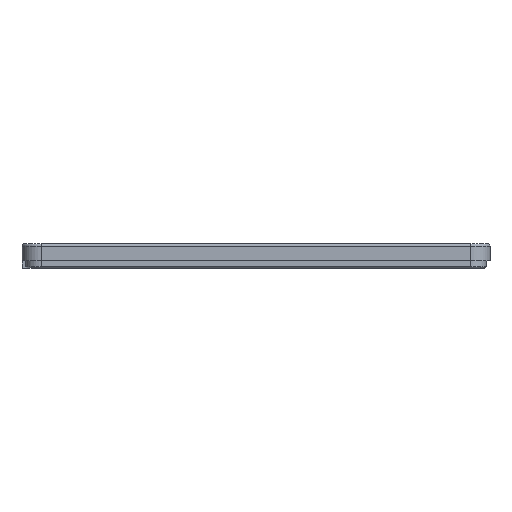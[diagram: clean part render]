
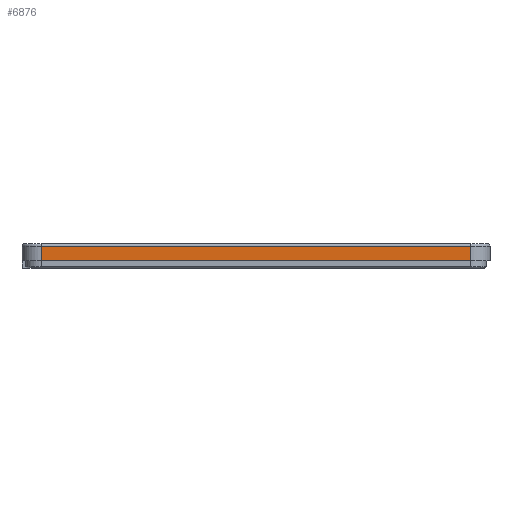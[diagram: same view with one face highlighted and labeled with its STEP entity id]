
A CAD part, front view. The second image highlights one B-rep face of the part: STEP entity #6876.
In plain terms, the highlighted planar face has unit normal (0, -1, 0).
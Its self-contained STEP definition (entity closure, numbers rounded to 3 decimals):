
#2677 = PLANE('',#2678);
#2678 = AXIS2_PLACEMENT_3D('',#2679,#2680,#2681);
#2679 = CARTESIAN_POINT('',(0.,0.,8.5));
#2680 = DIRECTION('',(0.,0.,-1.));
#2681 = DIRECTION('',(1.,0.,0.));
#2719 = VERTEX_POINT('',#2720);
#2720 = CARTESIAN_POINT('',(5.,1.,8.5));
#2737 = CYLINDRICAL_SURFACE('',#2738,4.);
#2738 = AXIS2_PLACEMENT_3D('',#2739,#2740,#2741);
#2739 = CARTESIAN_POINT('',(5.,5.,9.5));
#2740 = DIRECTION('',(0.,0.,1.));
#2741 = DIRECTION('',(-1.,0.,0.));
#2965 = VERTEX_POINT('',#2966);
#2966 = CARTESIAN_POINT('',(93.1,1.,8.5));
#2981 = CYLINDRICAL_SURFACE('',#2982,4.);
#2982 = AXIS2_PLACEMENT_3D('',#2983,#2984,#2985);
#2983 = CARTESIAN_POINT('',(93.1,5.,9.5));
#2984 = DIRECTION('',(0.,0.,1.));
#2985 = DIRECTION('',(0.,-1.,0.));
#2993 = EDGE_CURVE('',#2719,#2965,#2994,.T.);
#2994 = SURFACE_CURVE('',#2995,(#2999,#3006),.PCURVE_S1.);
#2995 = LINE('',#2996,#2997);
#2996 = CARTESIAN_POINT('',(49.05,1.,8.5));
#2997 = VECTOR('',#2998,1.);
#2998 = DIRECTION('',(1.,0.,0.));
#2999 = PCURVE('',#2677,#3000);
#3000 = DEFINITIONAL_REPRESENTATION('',(#3001),#3005);
#3001 = LINE('',#3002,#3003);
#3002 = CARTESIAN_POINT('',(49.05,-1.));
#3003 = VECTOR('',#3004,1.);
#3004 = DIRECTION('',(1.,0.));
#3005 = ( GEOMETRIC_REPRESENTATION_CONTEXT(2) 
PARAMETRIC_REPRESENTATION_CONTEXT() REPRESENTATION_CONTEXT('2D SPACE',''
  ) );
#3006 = PCURVE('',#3007,#3012);
#3007 = PLANE('',#3008);
#3008 = AXIS2_PLACEMENT_3D('',#3009,#3010,#3011);
#3009 = CARTESIAN_POINT('',(5.,1.,-8.));
#3010 = DIRECTION('',(0.,-1.,0.));
#3011 = DIRECTION('',(1.,0.,0.));
#3012 = DEFINITIONAL_REPRESENTATION('',(#3013),#3017);
#3013 = LINE('',#3014,#3015);
#3014 = CARTESIAN_POINT('',(44.05,16.5));
#3015 = VECTOR('',#3016,1.);
#3016 = DIRECTION('',(1.,0.));
#3017 = ( GEOMETRIC_REPRESENTATION_CONTEXT(2) 
PARAMETRIC_REPRESENTATION_CONTEXT() REPRESENTATION_CONTEXT('2D SPACE',''
  ) );
#6608 = EDGE_CURVE('',#2719,#6609,#6611,.T.);
#6609 = VERTEX_POINT('',#6610);
#6610 = CARTESIAN_POINT('',(5.,1.,11.5));
#6611 = SURFACE_CURVE('',#6612,(#6616,#6623),.PCURVE_S1.);
#6612 = LINE('',#6613,#6614);
#6613 = CARTESIAN_POINT('',(5.,1.,9.5));
#6614 = VECTOR('',#6615,1.);
#6615 = DIRECTION('',(0.,0.,1.));
#6616 = PCURVE('',#2737,#6617);
#6617 = DEFINITIONAL_REPRESENTATION('',(#6618),#6622);
#6618 = LINE('',#6619,#6620);
#6619 = CARTESIAN_POINT('',(1.571,0.));
#6620 = VECTOR('',#6621,1.);
#6621 = DIRECTION('',(0.,1.));
#6622 = ( GEOMETRIC_REPRESENTATION_CONTEXT(2) 
PARAMETRIC_REPRESENTATION_CONTEXT() REPRESENTATION_CONTEXT('2D SPACE',''
  ) );
#6623 = PCURVE('',#3007,#6624);
#6624 = DEFINITIONAL_REPRESENTATION('',(#6625),#6629);
#6625 = LINE('',#6626,#6627);
#6626 = CARTESIAN_POINT('',(0.,17.5));
#6627 = VECTOR('',#6628,1.);
#6628 = DIRECTION('',(0.,1.));
#6629 = ( GEOMETRIC_REPRESENTATION_CONTEXT(2) 
PARAMETRIC_REPRESENTATION_CONTEXT() REPRESENTATION_CONTEXT('2D SPACE',''
  ) );
#6825 = EDGE_CURVE('',#2965,#6826,#6828,.T.);
#6826 = VERTEX_POINT('',#6827);
#6827 = CARTESIAN_POINT('',(93.1,1.,11.5));
#6828 = SURFACE_CURVE('',#6829,(#6833,#6840),.PCURVE_S1.);
#6829 = LINE('',#6830,#6831);
#6830 = CARTESIAN_POINT('',(93.1,1.,9.5));
#6831 = VECTOR('',#6832,1.);
#6832 = DIRECTION('',(0.,0.,1.));
#6833 = PCURVE('',#2981,#6834);
#6834 = DEFINITIONAL_REPRESENTATION('',(#6835),#6839);
#6835 = LINE('',#6836,#6837);
#6836 = CARTESIAN_POINT('',(0.,0.));
#6837 = VECTOR('',#6838,1.);
#6838 = DIRECTION('',(0.,1.));
#6839 = ( GEOMETRIC_REPRESENTATION_CONTEXT(2) 
PARAMETRIC_REPRESENTATION_CONTEXT() REPRESENTATION_CONTEXT('2D SPACE',''
  ) );
#6840 = PCURVE('',#3007,#6841);
#6841 = DEFINITIONAL_REPRESENTATION('',(#6842),#6846);
#6842 = LINE('',#6843,#6844);
#6843 = CARTESIAN_POINT('',(88.1,17.5));
#6844 = VECTOR('',#6845,1.);
#6845 = DIRECTION('',(0.,1.));
#6846 = ( GEOMETRIC_REPRESENTATION_CONTEXT(2) 
PARAMETRIC_REPRESENTATION_CONTEXT() REPRESENTATION_CONTEXT('2D SPACE',''
  ) );
#6876 = ADVANCED_FACE('',(#6877),#3007,.T.);
#6877 = FACE_BOUND('',#6878,.T.);
#6878 = EDGE_LOOP('',(#6879,#6880,#6881,#6882));
#6879 = ORIENTED_EDGE('',*,*,#6608,.F.);
#6880 = ORIENTED_EDGE('',*,*,#2993,.T.);
#6881 = ORIENTED_EDGE('',*,*,#6825,.T.);
#6882 = ORIENTED_EDGE('',*,*,#6883,.F.);
#6883 = EDGE_CURVE('',#6609,#6826,#6884,.T.);
#6884 = SURFACE_CURVE('',#6885,(#6889,#6896),.PCURVE_S1.);
#6885 = LINE('',#6886,#6887);
#6886 = CARTESIAN_POINT('',(49.05,1.,11.5));
#6887 = VECTOR('',#6888,1.);
#6888 = DIRECTION('',(1.,0.,0.));
#6889 = PCURVE('',#3007,#6890);
#6890 = DEFINITIONAL_REPRESENTATION('',(#6891),#6895);
#6891 = LINE('',#6892,#6893);
#6892 = CARTESIAN_POINT('',(44.05,19.5));
#6893 = VECTOR('',#6894,1.);
#6894 = DIRECTION('',(1.,0.));
#6895 = ( GEOMETRIC_REPRESENTATION_CONTEXT(2) 
PARAMETRIC_REPRESENTATION_CONTEXT() REPRESENTATION_CONTEXT('2D SPACE',''
  ) );
#6896 = PCURVE('',#6897,#6902);
#6897 = CYLINDRICAL_SURFACE('',#6898,0.5);
#6898 = AXIS2_PLACEMENT_3D('',#6899,#6900,#6901);
#6899 = CARTESIAN_POINT('',(49.05,1.5,11.5));
#6900 = DIRECTION('',(1.,0.,0.));
#6901 = DIRECTION('',(-0.,0.,1.));
#6902 = DEFINITIONAL_REPRESENTATION('',(#6903),#6907);
#6903 = LINE('',#6904,#6905);
#6904 = CARTESIAN_POINT('',(1.571,0.));
#6905 = VECTOR('',#6906,1.);
#6906 = DIRECTION('',(0.,1.));
#6907 = ( GEOMETRIC_REPRESENTATION_CONTEXT(2) 
PARAMETRIC_REPRESENTATION_CONTEXT() REPRESENTATION_CONTEXT('2D SPACE',''
  ) );
